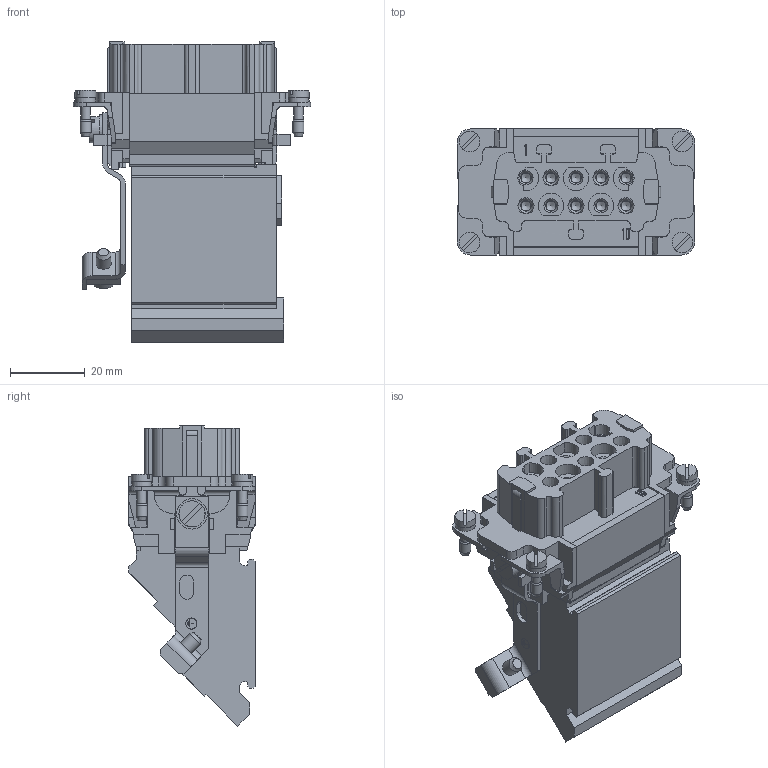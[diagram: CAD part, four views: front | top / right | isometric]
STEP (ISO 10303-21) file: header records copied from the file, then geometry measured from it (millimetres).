
FILE_DESCRIPTION(/* description */ (''),/* implementation_level */ '2;1');
FILE_NAME(/* name */ '100169274ugm000_b.stp',/* time_stamp */ '2019-08-23T11:14:57+02:00',/* author */ (''),/* organization */ (''),/* preprocessor_version */ 'ST-DEVELOPER v16.7',/* originating_system */ 'SIEMENS PLM Software NX 12.0',/* authorisation */ '');
FILE_SCHEMA (('AUTOMOTIVE_DESIGN { 1 0 10303 214 3 1 1 1 }'));
Length unit declared in the file: millimetre
Products named in the file (1): 100169274ugm000_b
Bounding box: 63.6 x 34 x 80.51 mm (x, y, z)
Volume: 72653 mm3; surface area: 22149.2 mm2
Topology: 1 solids, 1 shells, 1070 faces, 2910 edges, 1958 vertices
Faces by surface type: plane 782, cylinder 178, cone 64, extrusion 36, bspline 10
Full cylindrical faces by diameter (mm): 0.402 x1, 0.591 x1, 2.3 x2, 2.45 x2, 2.5 x4, 2.8 x10, 2.925 x1, 3 x5, 3.05 x10, 3.242 x1, 3.6 x10, 4 x1, 5.3 x4, 5.5 x4, 7 x2, 8.17 x1
Entity records: 37362 total; most frequent: CARTESIAN_POINT 7319, ORIENTED_EDGE 5424, DIRECTION 5118, EDGE_CURVE 2712, VECTOR 2124, LINE 2088, VERTEX_POINT 1844, AXIS2_PLACEMENT_3D 1497
